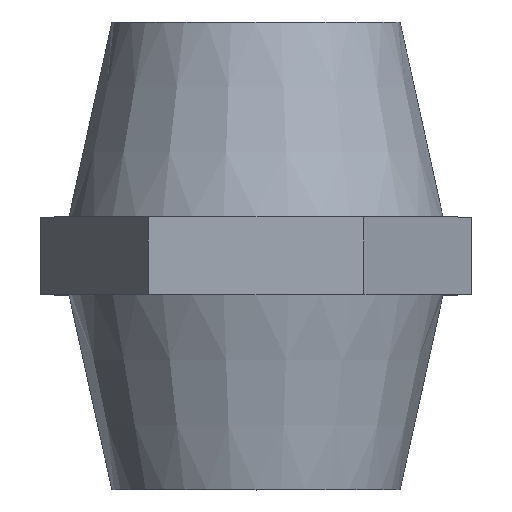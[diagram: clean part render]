
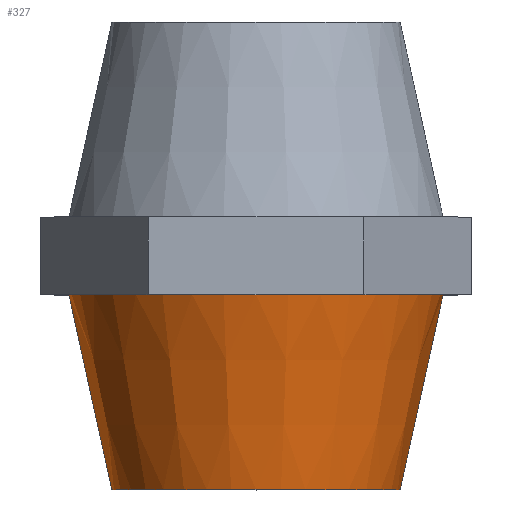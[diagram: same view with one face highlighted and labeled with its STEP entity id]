
A CAD part, top view. The second image highlights one B-rep face of the part: STEP entity #327.
In plain terms, the highlighted conical face has half-angle 12.407 degrees and reference radius 24 mm.
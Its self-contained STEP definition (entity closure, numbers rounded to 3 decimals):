
#99 = DIRECTION ( 'NONE',  ( -1., 0., 0. ) ) ;
#215 = CIRCLE ( 'NONE', #2376, 24. ) ;
#228 = CARTESIAN_POINT ( 'NONE',  ( -20.785, -5., 12. ) ) ;
#247 = CARTESIAN_POINT ( 'NONE',  ( 0., -5., 0. ) ) ;
#270 = DIRECTION ( 'NONE',  ( 0., 1., 0. ) ) ;
#327 = ADVANCED_FACE ( 'NONE', ( #2589 ), #1469, .T. ) ;
#440 = VERTEX_POINT ( 'NONE', #3892 ) ;
#480 = EDGE_CURVE ( 'NONE', #2529, #2316, #1755, .T. ) ;
#485 = EDGE_CURVE ( 'NONE', #440, #2135, #854, .T. ) ;
#579 = CARTESIAN_POINT ( 'NONE',  ( 0., -5., 24. ) ) ;
#699 = DIRECTION ( 'NONE',  ( 0., 1., 0. ) ) ;
#759 = VERTEX_POINT ( 'NONE', #1194 ) ;
#818 = ORIENTED_EDGE ( 'NONE', *, *, #480, .F. ) ;
#854 = LINE ( 'NONE', #1175, #2072 ) ;
#874 = ORIENTED_EDGE ( 'NONE', *, *, #2423, .F. ) ;
#903 = EDGE_CURVE ( 'NONE', #1938, #1136, #3830, .T. ) ;
#1091 = ORIENTED_EDGE ( 'NONE', *, *, #903, .F. ) ;
#1108 = EDGE_CURVE ( 'NONE', #759, #1938, #1715, .T. ) ;
#1111 = DIRECTION ( 'NONE',  ( -1., 0., 0. ) ) ;
#1136 = VERTEX_POINT ( 'NONE', #228 ) ;
#1170 = DIRECTION ( 'NONE',  ( 0., 1., 0. ) ) ;
#1175 = CARTESIAN_POINT ( 'NONE',  ( 24., -5., 0. ) ) ;
#1194 = CARTESIAN_POINT ( 'NONE',  ( -18.5, -30., 0. ) ) ;
#1310 = CARTESIAN_POINT ( 'NONE',  ( 0., -5., 0. ) ) ;
#1316 = CIRCLE ( 'NONE', #3623, 18.5 ) ;
#1469 = CONICAL_SURFACE ( 'NONE', #1912, 24., 0.217 ) ;
#1551 = CARTESIAN_POINT ( 'NONE',  ( 24., -5., 0. ) ) ;
#1646 = CARTESIAN_POINT ( 'NONE',  ( 0., -5., 0. ) ) ;
#1715 = LINE ( 'NONE', #2648, #2327 ) ;
#1747 = DIRECTION ( 'NONE',  ( 0., 0., 1. ) ) ;
#1753 = ORIENTED_EDGE ( 'NONE', *, *, #2677, .F. ) ;
#1755 = CIRCLE ( 'NONE', #2561, 24. ) ;
#1912 = AXIS2_PLACEMENT_3D ( 'NONE', #3853, #3863, #1111 ) ;
#1929 = DIRECTION ( 'NONE',  ( 0., 0., 1. ) ) ;
#1938 = VERTEX_POINT ( 'NONE', #2488 ) ;
#2072 = VECTOR ( 'NONE', #3937, 1000. ) ;
#2079 = AXIS2_PLACEMENT_3D ( 'NONE', #1310, #2547, #2277 ) ;
#2107 = EDGE_CURVE ( 'NONE', #759, #440, #1316, .T. ) ;
#2128 = DIRECTION ( 'NONE',  ( 0., 0., 1. ) ) ;
#2135 = VERTEX_POINT ( 'NONE', #1551 ) ;
#2277 = DIRECTION ( 'NONE',  ( -1., 0., 0. ) ) ;
#2316 = VERTEX_POINT ( 'NONE', #2452 ) ;
#2327 = VECTOR ( 'NONE', #3883, 1000. ) ;
#2376 = AXIS2_PLACEMENT_3D ( 'NONE', #247, #1170, #2128 ) ;
#2423 = EDGE_CURVE ( 'NONE', #2316, #2135, #215, .T. ) ;
#2428 = ORIENTED_EDGE ( 'NONE', *, *, #485, .T. ) ;
#2452 = CARTESIAN_POINT ( 'NONE',  ( 20.785, -5., 12. ) ) ;
#2488 = CARTESIAN_POINT ( 'NONE',  ( -24., -5., 0. ) ) ;
#2529 = VERTEX_POINT ( 'NONE', #579 ) ;
#2547 = DIRECTION ( 'NONE',  ( 0., 1., 0. ) ) ;
#2561 = AXIS2_PLACEMENT_3D ( 'NONE', #3597, #270, #1747 ) ;
#2589 = FACE_OUTER_BOUND ( 'NONE', #2822, .T. ) ;
#2648 = CARTESIAN_POINT ( 'NONE',  ( -24., -5., 0. ) ) ;
#2677 = EDGE_CURVE ( 'NONE', #1136, #2529, #3444, .T. ) ;
#2822 = EDGE_LOOP ( 'NONE', ( #3165, #2428, #874, #818, #1753, #1091, #3873 ) ) ;
#3087 = CARTESIAN_POINT ( 'NONE',  ( 0., -30., 0. ) ) ;
#3165 = ORIENTED_EDGE ( 'NONE', *, *, #2107, .T. ) ;
#3367 = AXIS2_PLACEMENT_3D ( 'NONE', #1646, #699, #1929 ) ;
#3444 = CIRCLE ( 'NONE', #2079, 24. ) ;
#3461 = DIRECTION ( 'NONE',  ( 0., 1., 0. ) ) ;
#3597 = CARTESIAN_POINT ( 'NONE',  ( 0., -5., 0. ) ) ;
#3623 = AXIS2_PLACEMENT_3D ( 'NONE', #3087, #3461, #99 ) ;
#3830 = CIRCLE ( 'NONE', #3367, 24. ) ;
#3853 = CARTESIAN_POINT ( 'NONE',  ( 0., -5., 0. ) ) ;
#3863 = DIRECTION ( 'NONE',  ( 0., 1., 0. ) ) ;
#3873 = ORIENTED_EDGE ( 'NONE', *, *, #1108, .F. ) ;
#3883 = DIRECTION ( 'NONE',  ( -0.215, 0.977, 0. ) ) ;
#3892 = CARTESIAN_POINT ( 'NONE',  ( 18.5, -30., 0. ) ) ;
#3937 = DIRECTION ( 'NONE',  ( 0.215, 0.977, 0. ) ) ;
